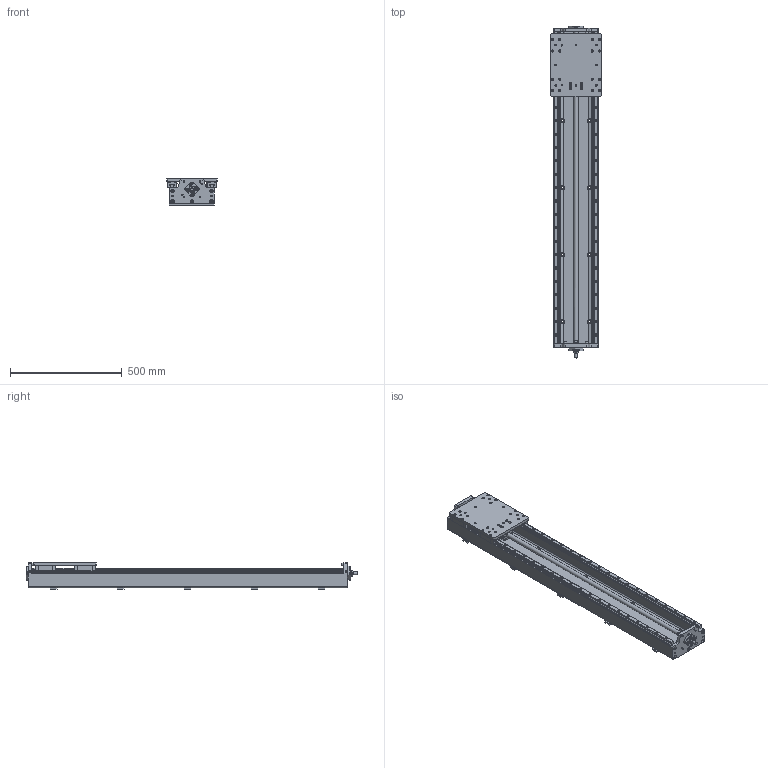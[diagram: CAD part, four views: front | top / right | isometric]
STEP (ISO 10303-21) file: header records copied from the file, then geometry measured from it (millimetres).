
FILE_DESCRIPTION((''),'2;1');
FILE_NAME('KK-HD-225-20-20XX-1400.stp','2009-03-21T12:07:03',('kurt'),(''),'Autodesk Inventor 2008','Autodesk Inventor 2008','');
FILE_SCHEMA(('AUTOMOTIVE_DESIGN { 1 0 10303 214 1 1 1 1 }'));
Length unit declared in the file: millimetre
Products named in the file (1): Part386
Bounding box: 225 x 1487 x 120 mm (x, y, z)
Volume: 12415905.1 mm3; surface area: 1467665.2 mm2
Topology: 1 solids, 21 shells, 2538 faces, 6607 edges, 4346 vertices
Faces by surface type: plane 1625, cylinder 519, bspline 247, cone 131, torus 16
Full cylindrical faces by diameter (mm): 2.459 x4, 3 x5, 3.5 x4, 4.134 x54, 4.917 x10, 5 x16, 5.5 x28, 6 x60, 6.6 x14, 6.647 x10, 7.5 x4, 8.376 x8, 9 x10, 9.5 x58, 10 x16, 10.106 x10, 11 x12, 12 x1, 14.3 x1, 15 x14, 18 x11, 20 x2, 20.44 x4, 20.5 x1, 20.733 x2, 21 x1, 26.56 x4, 28 x2, 30.8 x2, 32 x1
Entity records: 81547 total; most frequent: CARTESIAN_POINT 19887, ORIENTED_EDGE 11964, DIRECTION 11240, EDGE_CURVE 5982, VECTOR 4244, LINE 4244, VERTEX_POINT 4212, AXIS2_PLACEMENT_3D 3498
